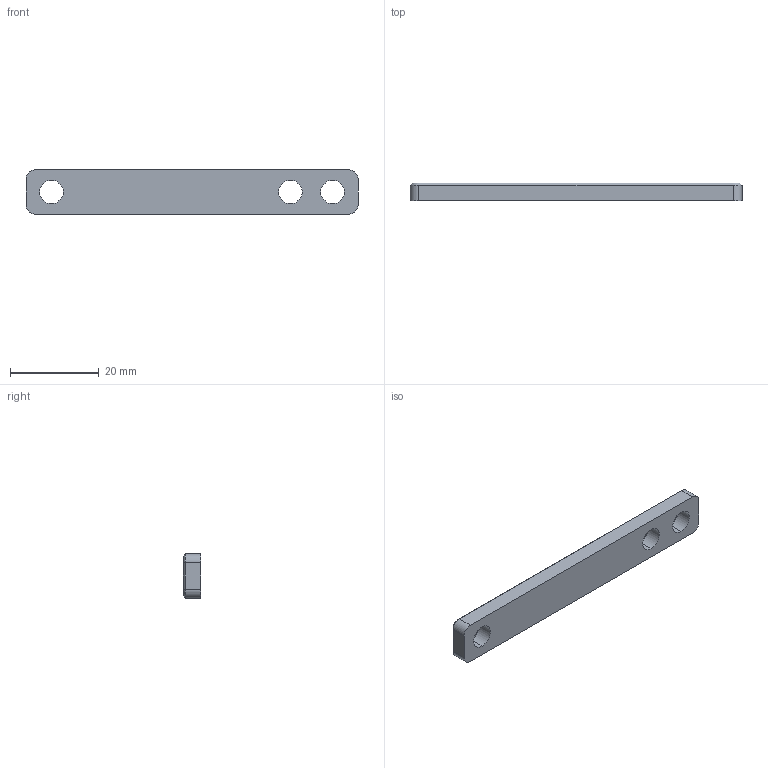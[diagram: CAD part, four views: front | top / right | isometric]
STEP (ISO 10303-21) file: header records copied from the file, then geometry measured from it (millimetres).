
FILE_DESCRIPTION (( 'STEP AP203' ), '1' );
FILE_NAME ('Çàùèòà ïîäîøâû òðàêà.STEP', '2021-11-26T11:36:03', ( '' ), ( '' ), 'SwSTEP 2.0', 'SolidWorks 2021', '' );
FILE_SCHEMA (( 'CONFIG_CONTROL_DESIGN' ));
Length unit declared in the file: millimetre
Products named in the file (1): Çàùèòà ïîäîøâû òðàêà
Bounding box: 75 x 4 x 10 mm (x, y, z)
Volume: 2694.2 mm3; surface area: 2164.1 mm2
Topology: 1 solids, 1 shells, 30 faces, 70 edges, 42 vertices
Faces by surface type: cone 10, cylinder 10, plane 10
Entity records: 941 total; most frequent: DIRECTION 162, CARTESIAN_POINT 143, ORIENTED_EDGE 140, EDGE_CURVE 70, AXIS2_PLACEMENT_3D 61, VERTEX_POINT 42, VECTOR 40, LINE 40
